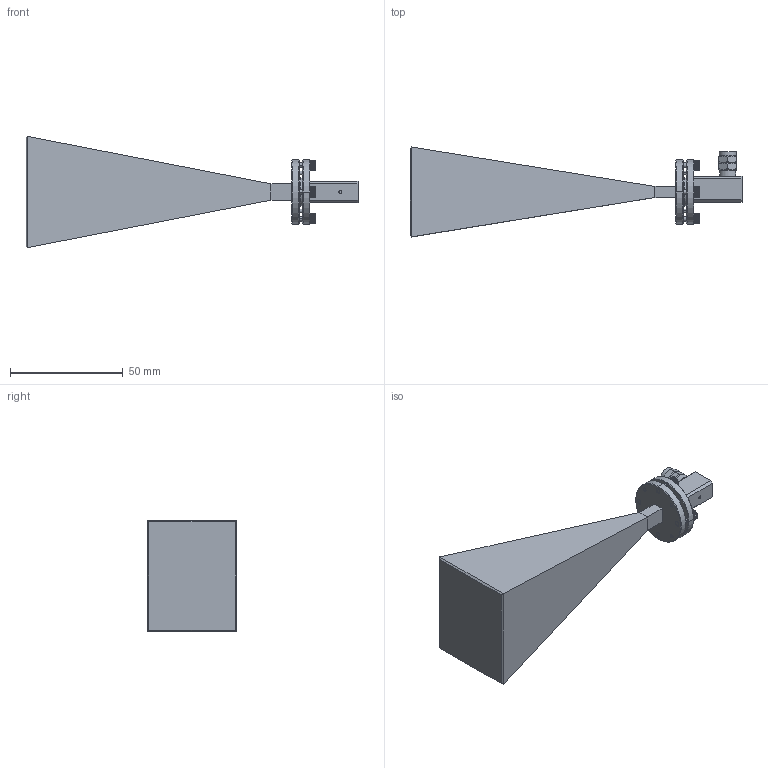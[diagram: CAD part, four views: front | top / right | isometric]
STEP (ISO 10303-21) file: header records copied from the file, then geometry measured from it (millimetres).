
FILE_DESCRIPTION (( 'STEP AP203' ), '1' );
FILE_NAME ('SAR-2507-19VM-R2.STEP', '2019-09-30T19:53:23', ( '' ), ( '' ), 'SwSTEP 2.0', 'SolidWorks 2016', '' );
FILE_SCHEMA (( 'CONFIG_CONTROL_DESIGN' ));
Length unit declared in the file: inch
Products named in the file (1): SAR-2507-19VM-R2
Bounding box: 147.32 x 39.86 x 49.37 mm (x, y, z)
Volume: 90834.3 mm3; surface area: 19002.2 mm2
Topology: 11 solids, 11 shells, 838 faces, 2251 edges, 1472 vertices
Faces by surface type: plane 486, cylinder 274, cone 68, torus 8, bspline 2
Entity records: 28167 total; most frequent: CARTESIAN_POINT 8218, ORIENTED_EDGE 4502, DIRECTION 3668, EDGE_CURVE 2251, VERTEX_POINT 1472, AXIS2_PLACEMENT_3D 1397, EDGE_LOOP 907, VECTOR 874
